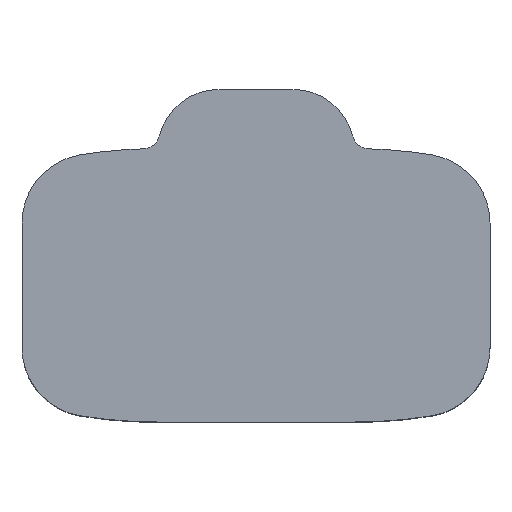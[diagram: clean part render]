
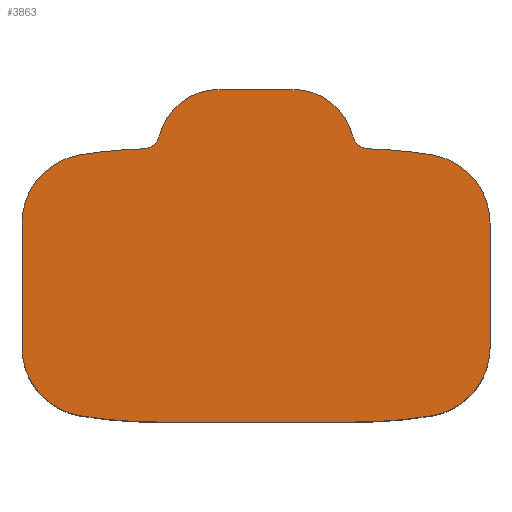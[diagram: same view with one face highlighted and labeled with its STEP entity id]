
A CAD part, top view. The second image highlights one B-rep face of the part: STEP entity #3863.
In plain terms, the highlighted planar face has unit normal (0, 0, 1).
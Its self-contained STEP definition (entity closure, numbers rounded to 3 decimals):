
#428=CARTESIAN_POINT('',(-4.603,6.241,2.));
#429=DIRECTION('',(0.,0.,-1.));
#430=DIRECTION('',(0.969,-0.247,0.));
#431=AXIS2_PLACEMENT_3D('',#428,#429,#430);
#449=CARTESIAN_POINT('',(4.603,6.241,2.));
#450=DIRECTION('',(0.,0.,-1.));
#451=DIRECTION('',(-0.03,-1.,0.));
#452=AXIS2_PLACEMENT_3D('',#449,#450,#451);
#459=CARTESIAN_POINT('',(1.502,5.45,2.));
#460=DIRECTION('',(0.,0.,1.));
#461=DIRECTION('',(0.969,0.247,0.));
#462=AXIS2_PLACEMENT_3D('',#459,#460,#461);
#464=CARTESIAN_POINT('',(4.,-13.756,2.));
#465=DIRECTION('',(0.,0.,-1.));
#466=DIRECTION('',(0.03,1.,0.));
#467=AXIS2_PLACEMENT_3D('',#464,#465,#466);
#469=CARTESIAN_POINT('',(6.7,2.528,2.));
#470=DIRECTION('',(0.,0.,-1.));
#471=DIRECTION('',(0.164,0.987,0.));
#472=AXIS2_PLACEMENT_3D('',#469,#470,#471);
#474=DIRECTION('',(0.,1.,0.));
#475=VECTOR('',#474,5.055);
#476=CARTESIAN_POINT('',(9.5,-2.528,2.));
#477=LINE('',#476,#475);
#478=CARTESIAN_POINT('',(6.7,-2.528,2.));
#479=DIRECTION('',(0.,0.,-1.));
#480=DIRECTION('',(1.,0.,0.));
#481=AXIS2_PLACEMENT_3D('',#478,#479,#480);
#483=CARTESIAN_POINT('',(4.,13.756,2.));
#484=DIRECTION('',(0.,0.,-1.));
#485=DIRECTION('',(0.164,-0.987,0.));
#486=AXIS2_PLACEMENT_3D('',#483,#484,#485);
#488=DIRECTION('',(-1.,0.,0.));
#489=VECTOR('',#488,8.);
#490=CARTESIAN_POINT('',(4.,-5.55,2.));
#491=LINE('',#490,#489);
#492=CARTESIAN_POINT('',(-4.,13.756,2.));
#493=DIRECTION('',(0.,0.,-1.));
#494=DIRECTION('',(0.,-1.,0.));
#495=AXIS2_PLACEMENT_3D('',#492,#493,#494);
#497=CARTESIAN_POINT('',(-6.7,-2.528,2.));
#498=DIRECTION('',(0.,0.,-1.));
#499=DIRECTION('',(-0.164,-0.987,0.));
#500=AXIS2_PLACEMENT_3D('',#497,#498,#499);
#502=DIRECTION('',(0.,-1.,0.));
#503=VECTOR('',#502,5.055);
#504=CARTESIAN_POINT('',(-9.5,2.528,2.));
#505=LINE('',#504,#503);
#506=CARTESIAN_POINT('',(-6.7,2.528,2.));
#507=DIRECTION('',(0.,0.,-1.));
#508=DIRECTION('',(-1.,0.,0.));
#509=AXIS2_PLACEMENT_3D('',#506,#507,#508);
#511=CARTESIAN_POINT('',(-4.,-13.756,2.));
#512=DIRECTION('',(0.,0.,-1.));
#513=DIRECTION('',(-0.164,0.987,0.));
#514=AXIS2_PLACEMENT_3D('',#511,#512,#513);
#516=CARTESIAN_POINT('',(-1.502,5.45,2.));
#517=DIRECTION('',(0.,0.,1.));
#518=DIRECTION('',(0.,1.,0.));
#519=AXIS2_PLACEMENT_3D('',#516,#517,#518);
#521=DIRECTION('',(1.,0.,0.));
#522=VECTOR('',#521,3.004);
#523=CARTESIAN_POINT('',(-1.502,7.95,2.));
#524=LINE('',#523,#522);
#2799=CARTESIAN_POINT('',(4.,-5.55,2.));
#2800=CARTESIAN_POINT('',(-4.,-5.55,2.));
#2801=VERTEX_POINT('',#2799);
#2802=VERTEX_POINT('',#2800);
#2819=CARTESIAN_POINT('',(-9.5,2.528,2.));
#2820=CARTESIAN_POINT('',(-7.158,5.29,2.));
#2821=VERTEX_POINT('',#2819);
#2822=VERTEX_POINT('',#2820);
#2823=CARTESIAN_POINT('',(-7.158,-5.29,2.));
#2824=CARTESIAN_POINT('',(-9.5,-2.528,2.));
#2825=VERTEX_POINT('',#2823);
#2826=VERTEX_POINT('',#2824);
#2827=CARTESIAN_POINT('',(7.158,5.29,2.));
#2828=CARTESIAN_POINT('',(9.5,2.528,2.));
#2829=VERTEX_POINT('',#2827);
#2830=VERTEX_POINT('',#2828);
#2831=CARTESIAN_POINT('',(9.5,-2.528,2.));
#2832=CARTESIAN_POINT('',(7.158,-5.29,2.));
#2833=VERTEX_POINT('',#2831);
#2834=VERTEX_POINT('',#2832);
#2988=CARTESIAN_POINT('',(1.502,7.95,2.));
#2990=VERTEX_POINT('',#2988);
#2992=CARTESIAN_POINT('',(-1.502,7.95,2.));
#2994=VERTEX_POINT('',#2992);
#3003=CARTESIAN_POINT('',(4.582,5.541,2.));
#3004=VERTEX_POINT('',#3003);
#3005=CARTESIAN_POINT('',(-4.582,5.541,2.));
#3006=VERTEX_POINT('',#3005);
#3015=CARTESIAN_POINT('',(-3.924,6.068,2.));
#3016=VERTEX_POINT('',#3015);
#3017=CARTESIAN_POINT('',(3.924,6.068,2.));
#3018=VERTEX_POINT('',#3017);
#3840=CARTESIAN_POINT('',(4.,0.,2.));
#3841=DIRECTION('',(0.,0.,1.));
#3842=DIRECTION('',(0.,-1.,0.));
#3843=AXIS2_PLACEMENT_3D('',#3840,#3841,#3842);
#3844=PLANE('',#3843);
#3845=ORIENTED_EDGE('',*,*,#3807,.F.);
#3846=ORIENTED_EDGE('',*,*,#3826,.F.);
#3847=ORIENTED_EDGE('',*,*,#3512,.T.);
#3848=ORIENTED_EDGE('',*,*,#3534,.T.);
#3849=ORIENTED_EDGE('',*,*,#3556,.F.);
#3850=ORIENTED_EDGE('',*,*,#3576,.T.);
#3851=ORIENTED_EDGE('',*,*,#3598,.T.);
#3852=ORIENTED_EDGE('',*,*,#3618,.T.);
#3853=ORIENTED_EDGE('',*,*,#3638,.T.);
#3854=ORIENTED_EDGE('',*,*,#3660,.T.);
#3855=ORIENTED_EDGE('',*,*,#3680,.F.);
#3856=ORIENTED_EDGE('',*,*,#3702,.T.);
#3857=ORIENTED_EDGE('',*,*,#3723,.T.);
#3858=ORIENTED_EDGE('',*,*,#3745,.F.);
#3859=ORIENTED_EDGE('',*,*,#3765,.F.);
#3860=ORIENTED_EDGE('',*,*,#3785,.T.);
#3861=EDGE_LOOP('',(#3845,#3846,#3847,#3848,#3849,#3850,#3851,#3852,#3853,#3854,
#3855,#3856,#3857,#3858,#3859,#3860));
#3862=FACE_OUTER_BOUND('',#3861,.F.);
#432=CIRCLE('',#431,0.7);
#453=CIRCLE('',#452,0.7);
#463=CIRCLE('',#462,2.5);
#468=CIRCLE('',#467,19.306);
#473=CIRCLE('',#472,2.8);
#482=CIRCLE('',#481,2.8);
#487=CIRCLE('',#486,19.306);
#496=CIRCLE('',#495,19.306);
#501=CIRCLE('',#500,2.8);
#510=CIRCLE('',#509,2.8);
#515=CIRCLE('',#514,19.306);
#520=CIRCLE('',#519,2.5);
#3512=EDGE_CURVE('',#3004,#2829,#468,.T.);
#3534=EDGE_CURVE('',#2829,#2830,#473,.T.);
#3556=EDGE_CURVE('',#2833,#2830,#477,.T.);
#3576=EDGE_CURVE('',#2833,#2834,#482,.T.);
#3598=EDGE_CURVE('',#2834,#2801,#487,.T.);
#3618=EDGE_CURVE('',#2801,#2802,#491,.T.);
#3638=EDGE_CURVE('',#2802,#2825,#496,.T.);
#3660=EDGE_CURVE('',#2825,#2826,#501,.T.);
#3680=EDGE_CURVE('',#2821,#2826,#505,.T.);
#3702=EDGE_CURVE('',#2821,#2822,#510,.T.);
#3723=EDGE_CURVE('',#2822,#3006,#515,.T.);
#3745=EDGE_CURVE('',#3016,#3006,#432,.T.);
#3765=EDGE_CURVE('',#2994,#3016,#520,.T.);
#3785=EDGE_CURVE('',#2994,#2990,#524,.T.);
#3807=EDGE_CURVE('',#3018,#2990,#463,.T.);
#3826=EDGE_CURVE('',#3004,#3018,#453,.T.);
#3863=ADVANCED_FACE('',(#3862),#3844,.T.);
